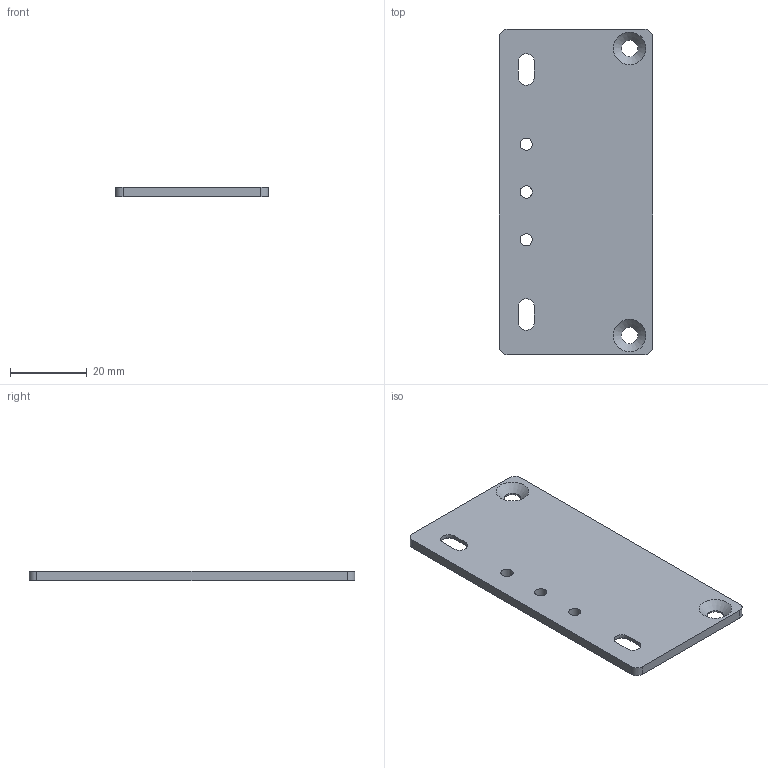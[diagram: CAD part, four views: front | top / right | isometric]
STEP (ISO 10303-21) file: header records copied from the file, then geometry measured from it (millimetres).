
FILE_DESCRIPTION(/* description */ (''),/* implementation_level */ '2;1');
FILE_NAME(/* name */ '[ZED Box Orin NX] Brackets_prt v5.step',/* time_stamp */ '2024-09-17T17:00:04+02:00',/* author */ (''),/* organization */ (''),/* preprocessor_version */ 'ST-DEVELOPER v20',/* originating_system */ 'Autodesk Translation Framework v13.14.0.145',/* authorisation */ '');
FILE_SCHEMA (('AUTOMOTIVE_DESIGN { 1 0 10303 214 3 1 1 }'));
Length unit declared in the file: millimetre
Products named in the file (1): [ZED Box Orin NX] Brackets_prt
Bounding box: 40 x 85 x 2.5 mm (x, y, z)
Volume: 8050.1 mm3; surface area: 7371.6 mm2
Topology: 1 solids, 1 shells, 33 faces, 83 edges, 52 vertices
Faces by surface type: plane 14, cylinder 13, cone 6
Full cylindrical faces by diameter (mm): 3.2 x3, 4.3 x2
Entity records: 1050 total; most frequent: DIRECTION 183, CARTESIAN_POINT 169, ORIENTED_EDGE 166, EDGE_CURVE 83, AXIS2_PLACEMENT_3D 66, VERTEX_POINT 52, LINE 51, VECTOR 51
